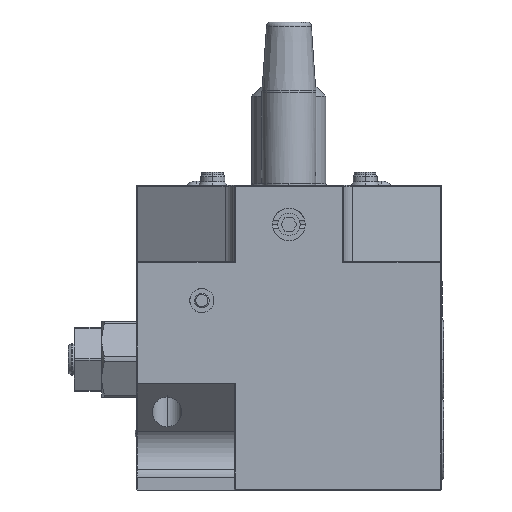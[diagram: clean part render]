
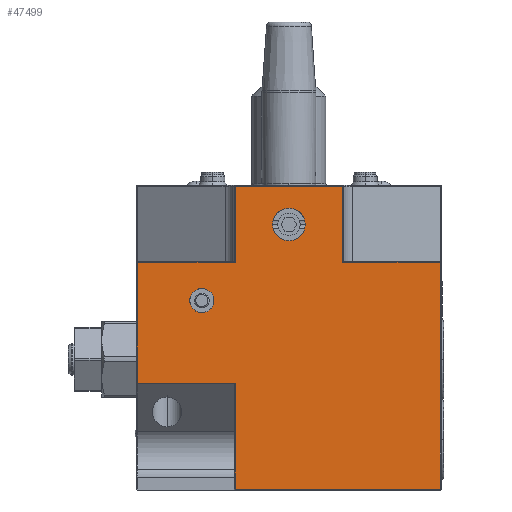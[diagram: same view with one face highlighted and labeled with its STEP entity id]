
A CAD part, left-side view. The second image highlights one B-rep face of the part: STEP entity #47499.
In plain terms, the highlighted planar face has unit normal (-1, 0, 0).
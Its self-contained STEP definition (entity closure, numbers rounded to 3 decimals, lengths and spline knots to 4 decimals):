
#2595=DIRECTION('',(0.,0.,1.));
#2596=VECTOR('',#2595,2.605);
#2597=CARTESIAN_POINT('',(-2.5,-1.74,-3.49));
#2598=LINE('',#2597,#2596);
#2599=DIRECTION('',(0.,-1.,0.));
#2600=VECTOR('',#2599,2.355);
#2601=CARTESIAN_POINT('',(-2.5,0.615,-3.49));
#2602=LINE('',#2601,#2600);
#2603=DIRECTION('',(0.,0.,-1.));
#2604=VECTOR('',#2603,1.2155);
#2605=CARTESIAN_POINT('',(-2.5,0.615,-2.2745));
#2606=LINE('',#2605,#2604);
#2607=DIRECTION('',(0.,-1.,0.));
#2608=VECTOR('',#2607,1.125);
#2609=CARTESIAN_POINT('',(-2.5,1.74,-2.2745));
#2610=LINE('',#2609,#2608);
#2611=DIRECTION('',(0.,0.,-1.));
#2612=VECTOR('',#2611,1.3895);
#2613=CARTESIAN_POINT('',(-2.5,1.74,-0.885));
#2614=LINE('',#2613,#2612);
#2615=DIRECTION('',(0.,1.,0.));
#2616=VECTOR('',#2615,1.125);
#2617=CARTESIAN_POINT('',(-2.5,0.615,-0.885));
#2618=LINE('',#2617,#2616);
#2619=DIRECTION('',(0.,0.,-1.));
#2620=VECTOR('',#2619,0.875);
#2621=CARTESIAN_POINT('',(-2.5,0.615,-0.01));
#2622=LINE('',#2621,#2620);
#2623=DIRECTION('',(0.,1.,0.));
#2624=VECTOR('',#2623,1.23);
#2625=CARTESIAN_POINT('',(-2.5,-0.615,-0.01));
#2626=LINE('',#2625,#2624);
#2627=DIRECTION('',(0.,0.,1.));
#2628=VECTOR('',#2627,0.875);
#2629=CARTESIAN_POINT('',(-2.5,-0.615,-0.885));
#2630=LINE('',#2629,#2628);
#2631=DIRECTION('',(0.,1.,0.));
#2632=VECTOR('',#2631,1.125);
#2633=CARTESIAN_POINT('',(-2.5,-1.74,-0.885));
#2634=LINE('',#2633,#2632);
#2635=CARTESIAN_POINT('',(-2.5,1.,-1.325));
#2636=DIRECTION('',(1.,0.,0.));
#2637=DIRECTION('',(0.,1.,0.));
#2638=AXIS2_PLACEMENT_3D('',#2635,#2636,#2637);
#2640=CARTESIAN_POINT('',(-2.5,1.,-1.325));
#2641=DIRECTION('',(1.,0.,0.));
#2642=DIRECTION('',(0.,-1.,0.));
#2643=AXIS2_PLACEMENT_3D('',#2640,#2641,#2642);
#2645=CARTESIAN_POINT('',(-2.5,0.,-0.45));
#2646=DIRECTION('',(-1.,0.,0.));
#2647=DIRECTION('',(0.,0.,-1.));
#2648=AXIS2_PLACEMENT_3D('',#2645,#2646,#2647);
#2650=CARTESIAN_POINT('',(-2.5,0.,-0.45));
#2651=DIRECTION('',(-1.,0.,0.));
#2652=DIRECTION('',(0.,0.,1.));
#2653=AXIS2_PLACEMENT_3D('',#2650,#2651,#2652);
#38414=CARTESIAN_POINT('',(-2.5,1.139,-1.325));
#38415=VERTEX_POINT('',#38414);
#38416=CARTESIAN_POINT('',(-2.5,0.861,-1.325));
#38417=VERTEX_POINT('',#38416);
#38642=CARTESIAN_POINT('',(-2.5,-1.74,-3.49));
#38643=CARTESIAN_POINT('',(-2.5,-1.74,-0.885));
#38644=VERTEX_POINT('',#38642);
#38645=VERTEX_POINT('',#38643);
#38654=CARTESIAN_POINT('',(-2.5,-0.615,-0.01));
#38655=CARTESIAN_POINT('',(-2.5,0.615,-0.01));
#38656=VERTEX_POINT('',#38654);
#38657=VERTEX_POINT('',#38655);
#38678=CARTESIAN_POINT('',(-2.5,-0.615,-0.885));
#38679=VERTEX_POINT('',#38678);
#38682=CARTESIAN_POINT('',(-2.5,0.615,-0.885));
#38683=VERTEX_POINT('',#38682);
#38686=CARTESIAN_POINT('',(-2.5,1.74,-0.885));
#38687=VERTEX_POINT('',#38686);
#38694=CARTESIAN_POINT('',(-2.5,1.74,-2.2745));
#38695=VERTEX_POINT('',#38694);
#38696=CARTESIAN_POINT('',(-2.5,0.615,-2.2745));
#38697=VERTEX_POINT('',#38696);
#38698=CARTESIAN_POINT('',(-2.5,0.615,-3.49));
#38699=VERTEX_POINT('',#38698);
#38842=CARTESIAN_POINT('',(-2.5,0.,-0.6375));
#38843=CARTESIAN_POINT('',(-2.5,0.,-0.2625));
#38844=VERTEX_POINT('',#38842);
#38845=VERTEX_POINT('',#38843);
#47462=CARTESIAN_POINT('',(-2.5,0.,0.));
#47463=DIRECTION('',(1.,0.,0.));
#47464=DIRECTION('',(0.,0.,-1.));
#47465=AXIS2_PLACEMENT_3D('',#47462,#47463,#47464);
#47466=PLANE('',#47465);
#47468=ORIENTED_EDGE('',*,*,#47467,.F.);
#47469=ORIENTED_EDGE('',*,*,#47422,.F.);
#47470=ORIENTED_EDGE('',*,*,#47443,.F.);
#47472=ORIENTED_EDGE('',*,*,#47471,.F.);
#47474=ORIENTED_EDGE('',*,*,#47473,.F.);
#47476=ORIENTED_EDGE('',*,*,#47475,.F.);
#47478=ORIENTED_EDGE('',*,*,#47477,.F.);
#47480=ORIENTED_EDGE('',*,*,#47479,.F.);
#47482=ORIENTED_EDGE('',*,*,#47481,.F.);
#47484=ORIENTED_EDGE('',*,*,#47483,.F.);
#47485=EDGE_LOOP('',(#47468,#47469,#47470,#47472,#47474,#47476,#47478,#47480,
#47482,#47484));
#47486=FACE_OUTER_BOUND('',#47485,.F.);
#47488=ORIENTED_EDGE('',*,*,#47487,.F.);
#47490=ORIENTED_EDGE('',*,*,#47489,.F.);
#47491=EDGE_LOOP('',(#47488,#47490));
#47492=FACE_BOUND('',#47491,.F.);
#47494=ORIENTED_EDGE('',*,*,#47493,.T.);
#47496=ORIENTED_EDGE('',*,*,#47495,.T.);
#47497=EDGE_LOOP('',(#47494,#47496));
#47498=FACE_BOUND('',#47497,.F.);
#2639=CIRCLE('',#2638,0.139);
#2644=CIRCLE('',#2643,0.139);
#2649=CIRCLE('',#2648,0.1875);
#2654=CIRCLE('',#2653,0.1875);
#47422=EDGE_CURVE('',#38699,#38644,#2602,.T.);
#47443=EDGE_CURVE('',#38697,#38699,#2606,.T.);
#47467=EDGE_CURVE('',#38644,#38645,#2598,.T.);
#47471=EDGE_CURVE('',#38695,#38697,#2610,.T.);
#47473=EDGE_CURVE('',#38687,#38695,#2614,.T.);
#47475=EDGE_CURVE('',#38683,#38687,#2618,.T.);
#47477=EDGE_CURVE('',#38657,#38683,#2622,.T.);
#47479=EDGE_CURVE('',#38656,#38657,#2626,.T.);
#47481=EDGE_CURVE('',#38679,#38656,#2630,.T.);
#47483=EDGE_CURVE('',#38645,#38679,#2634,.T.);
#47487=EDGE_CURVE('',#38415,#38417,#2639,.T.);
#47489=EDGE_CURVE('',#38417,#38415,#2644,.T.);
#47493=EDGE_CURVE('',#38844,#38845,#2649,.T.);
#47495=EDGE_CURVE('',#38845,#38844,#2654,.T.);
#47499=ADVANCED_FACE('',(#47486,#47492,#47498),#47466,.F.);
